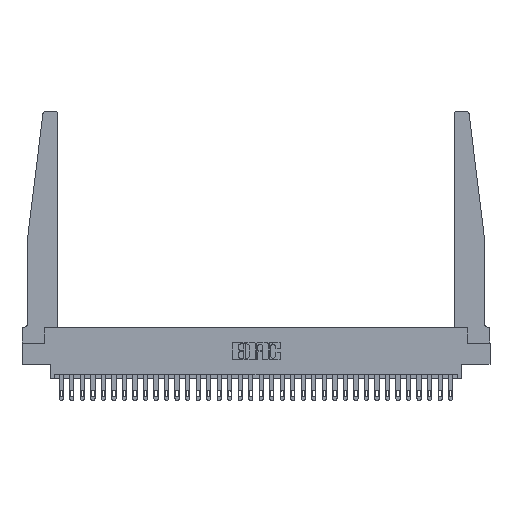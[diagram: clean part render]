
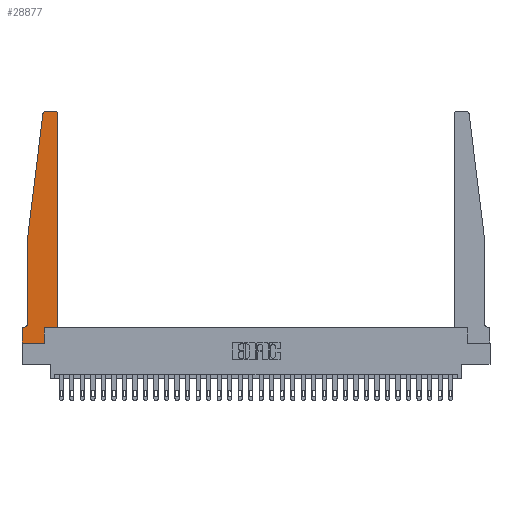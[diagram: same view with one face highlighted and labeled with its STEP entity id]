
A CAD part, top view. The second image highlights one B-rep face of the part: STEP entity #28877.
In plain terms, the highlighted planar face has unit normal (0, 0, 1).
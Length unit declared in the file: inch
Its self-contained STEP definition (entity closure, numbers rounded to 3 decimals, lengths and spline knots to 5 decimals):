
#4 = DIRECTION ( 'NONE',  ( -1., 0., 0. ) ) ;
#279 = CARTESIAN_POINT ( 'NONE',  ( 0.425, 0.18, 0.37 ) ) ;
#331 = EDGE_CURVE ( 'NONE', #5624, #14226, #1069, .T. ) ;
#461 = DIRECTION ( 'NONE',  ( 1., 0., 0. ) ) ;
#633 = DIRECTION ( 'NONE',  ( -1., 0., 0. ) ) ;
#948 = CARTESIAN_POINT ( 'NONE',  ( 0.065, 0.1875, 0.37 ) ) ;
#1068 = EDGE_CURVE ( 'NONE', #20181, #21357, #19447, .T. ) ;
#1069 = LINE ( 'NONE', #26676, #21137 ) ;
#1071 = ORIENTED_EDGE ( 'NONE', *, *, #1068, .T. ) ;
#1225 = DIRECTION ( 'NONE',  ( 0., -1., 0. ) ) ;
#1656 = AXIS2_PLACEMENT_3D ( 'NONE', #20589, #22604, #8312 ) ;
#1789 = DIRECTION ( 'NONE',  ( -0.122, -0.992, 0. ) ) ;
#1893 = VERTEX_POINT ( 'NONE', #12237 ) ;
#1927 = EDGE_CURVE ( 'NONE', #5409, #6047, #2276, .T. ) ;
#2035 = ORIENTED_EDGE ( 'NONE', *, *, #19299, .T. ) ;
#2233 = DIRECTION ( 'NONE',  ( 0., -1., 0. ) ) ;
#2276 = CIRCLE ( 'NONE', #19630, 0.05 ) ;
#2310 = DIRECTION ( 'NONE',  ( 0., 0., -1. ) ) ;
#2347 = EDGE_CURVE ( 'NONE', #14226, #1893, #17815, .T. ) ;
#2555 = DIRECTION ( 'NONE',  ( 1., 0., 0. ) ) ;
#2847 = LINE ( 'NONE', #14949, #4576 ) ;
#2931 = EDGE_CURVE ( 'NONE', #23247, #3446, #28440, .T. ) ;
#3446 = VERTEX_POINT ( 'NONE', #27241 ) ;
#4422 = LINE ( 'NONE', #16852, #26889 ) ;
#4567 = CARTESIAN_POINT ( 'NONE',  ( 0., 0., 0.37 ) ) ;
#4576 = VECTOR ( 'NONE', #15265, 39.37008 ) ;
#4649 = VERTEX_POINT ( 'NONE', #9724 ) ;
#4654 = DIRECTION ( 'NONE',  ( 0., 0., 1. ) ) ;
#5096 = ORIENTED_EDGE ( 'NONE', *, *, #11293, .T. ) ;
#5409 = VERTEX_POINT ( 'NONE', #20839 ) ;
#5624 = VERTEX_POINT ( 'NONE', #18470 ) ;
#5676 = VECTOR ( 'NONE', #1789, 39.37008 ) ;
#6047 = VERTEX_POINT ( 'NONE', #26656 ) ;
#6285 = PLANE ( 'NONE',  #1656 ) ;
#8312 = DIRECTION ( 'NONE',  ( 1., 0., 0. ) ) ;
#8810 = VECTOR ( 'NONE', #633, 39.37008 ) ;
#9461 = DIRECTION ( 'NONE',  ( 1., 0., 0. ) ) ;
#9724 = CARTESIAN_POINT ( 'NONE',  ( 0.2605, 0.18, 0.37 ) ) ;
#10663 = CARTESIAN_POINT ( 'NONE',  ( 0.065, 1.25, 0.37 ) ) ;
#10790 = LINE ( 'NONE', #27675, #5676 ) ;
#11293 = EDGE_CURVE ( 'NONE', #21357, #14224, #23466, .T. ) ;
#11323 = CARTESIAN_POINT ( 'NONE',  ( 0.27653, 2.75, 0.37 ) ) ;
#11553 = CARTESIAN_POINT ( 'NONE',  ( 0.24675, 2.72367, 0.37 ) ) ;
#11721 = VERTEX_POINT ( 'NONE', #22763 ) ;
#12211 = ORIENTED_EDGE ( 'NONE', *, *, #16343, .T. ) ;
#12237 = CARTESIAN_POINT ( 'NONE',  ( 0.2605, 0., 0.37 ) ) ;
#12435 = CIRCLE ( 'NONE', #27762, 0.03 ) ;
#13139 = DIRECTION ( 'NONE',  ( 1., 0., 0. ) ) ;
#13159 = ORIENTED_EDGE ( 'NONE', *, *, #14999, .T. ) ;
#13396 = ORIENTED_EDGE ( 'NONE', *, *, #1927, .T. ) ;
#13433 = ORIENTED_EDGE ( 'NONE', *, *, #21601, .T. ) ;
#14204 = ORIENTED_EDGE ( 'NONE', *, *, #25223, .T. ) ;
#14224 = VERTEX_POINT ( 'NONE', #11553 ) ;
#14226 = VERTEX_POINT ( 'NONE', #4567 ) ;
#14813 = ORIENTED_EDGE ( 'NONE', *, *, #2931, .T. ) ;
#14946 = EDGE_LOOP ( 'NONE', ( #1071, #5096, #13433, #22076, #13396, #14204, #15418, #27951, #12211, #2035, #14813, #13159 ) ) ;
#14949 = CARTESIAN_POINT ( 'NONE',  ( 0.2605, 0.18, 0.37 ) ) ;
#14999 = EDGE_CURVE ( 'NONE', #3446, #20181, #12435, .T. ) ;
#15265 = DIRECTION ( 'NONE',  ( 0., 1., 0. ) ) ;
#15418 = ORIENTED_EDGE ( 'NONE', *, *, #331, .T. ) ;
#15467 = CARTESIAN_POINT ( 'NONE',  ( 0., 0., 0.37 ) ) ;
#15628 = VECTOR ( 'NONE', #13139, 39.37008 ) ;
#16343 = EDGE_CURVE ( 'NONE', #1893, #4649, #2847, .T. ) ;
#16852 = CARTESIAN_POINT ( 'NONE',  ( 0.425, 0.18, 0.37 ) ) ;
#16910 = CARTESIAN_POINT ( 'NONE',  ( 0.27653, 2.72, 0.37 ) ) ;
#17663 = LINE ( 'NONE', #10663, #18545 ) ;
#17815 = LINE ( 'NONE', #15467, #15628 ) ;
#18470 = CARTESIAN_POINT ( 'NONE',  ( 0., 0.1875, 0.37 ) ) ;
#18545 = VECTOR ( 'NONE', #2233, 39.37008 ) ;
#18689 = CARTESIAN_POINT ( 'NONE',  ( 0.425, 0.18, 0.37 ) ) ;
#18768 = CARTESIAN_POINT ( 'NONE',  ( 0.015, 0.2375, 0.37 ) ) ;
#19299 = EDGE_CURVE ( 'NONE', #4649, #23247, #4422, .T. ) ;
#19447 = LINE ( 'NONE', #28435, #21755 ) ;
#19575 = LINE ( 'NONE', #948, #8810 ) ;
#19630 = AXIS2_PLACEMENT_3D ( 'NONE', #18768, #2310, #4 ) ;
#20181 = VERTEX_POINT ( 'NONE', #22456 ) ;
#20243 = EDGE_CURVE ( 'NONE', #11721, #5409, #17663, .T. ) ;
#20589 = CARTESIAN_POINT ( 'NONE',  ( 0., 0.1875, 0.37 ) ) ;
#20839 = CARTESIAN_POINT ( 'NONE',  ( 0.065, 0.2375, 0.37 ) ) ;
#21137 = VECTOR ( 'NONE', #1225, 39.37008 ) ;
#21227 = VECTOR ( 'NONE', #28128, 39.37008 ) ;
#21357 = VERTEX_POINT ( 'NONE', #11323 ) ;
#21415 = DIRECTION ( 'NONE',  ( 0., 0., 1. ) ) ;
#21601 = EDGE_CURVE ( 'NONE', #14224, #11721, #10790, .T. ) ;
#21755 = VECTOR ( 'NONE', #28890, 39.37008 ) ;
#22076 = ORIENTED_EDGE ( 'NONE', *, *, #20243, .T. ) ;
#22456 = CARTESIAN_POINT ( 'NONE',  ( 0.395, 2.75, 0.37 ) ) ;
#22604 = DIRECTION ( 'NONE',  ( 0., 0., 1. ) ) ;
#22763 = CARTESIAN_POINT ( 'NONE',  ( 0.065, 1.25, 0.37 ) ) ;
#23058 = FACE_OUTER_BOUND ( 'NONE', #14946, .T. ) ;
#23247 = VERTEX_POINT ( 'NONE', #279 ) ;
#23466 = CIRCLE ( 'NONE', #25433, 0.03 ) ;
#23594 = CARTESIAN_POINT ( 'NONE',  ( 0.395, 2.72, 0.37 ) ) ;
#25223 = EDGE_CURVE ( 'NONE', #6047, #5624, #19575, .T. ) ;
#25433 = AXIS2_PLACEMENT_3D ( 'NONE', #16910, #21415, #461 ) ;
#26656 = CARTESIAN_POINT ( 'NONE',  ( 0.015, 0.1875, 0.37 ) ) ;
#26676 = CARTESIAN_POINT ( 'NONE',  ( 0., 0., 0.37 ) ) ;
#26889 = VECTOR ( 'NONE', #2555, 39.37008 ) ;
#27241 = CARTESIAN_POINT ( 'NONE',  ( 0.425, 2.72, 0.37 ) ) ;
#27675 = CARTESIAN_POINT ( 'NONE',  ( 0.065, 1.25, 0.37 ) ) ;
#27762 = AXIS2_PLACEMENT_3D ( 'NONE', #23594, #4654, #9461 ) ;
#27951 = ORIENTED_EDGE ( 'NONE', *, *, #2347, .T. ) ;
#28128 = DIRECTION ( 'NONE',  ( 0., 1., 0. ) ) ;
#28435 = CARTESIAN_POINT ( 'NONE',  ( 0.25, 2.75, 0.37 ) ) ;
#28440 = LINE ( 'NONE', #18689, #21227 ) ;
#28877 = ADVANCED_FACE ( 'NONE', ( #23058 ), #6285, .T. ) ;
#28890 = DIRECTION ( 'NONE',  ( -1., 0., 0. ) ) ;
